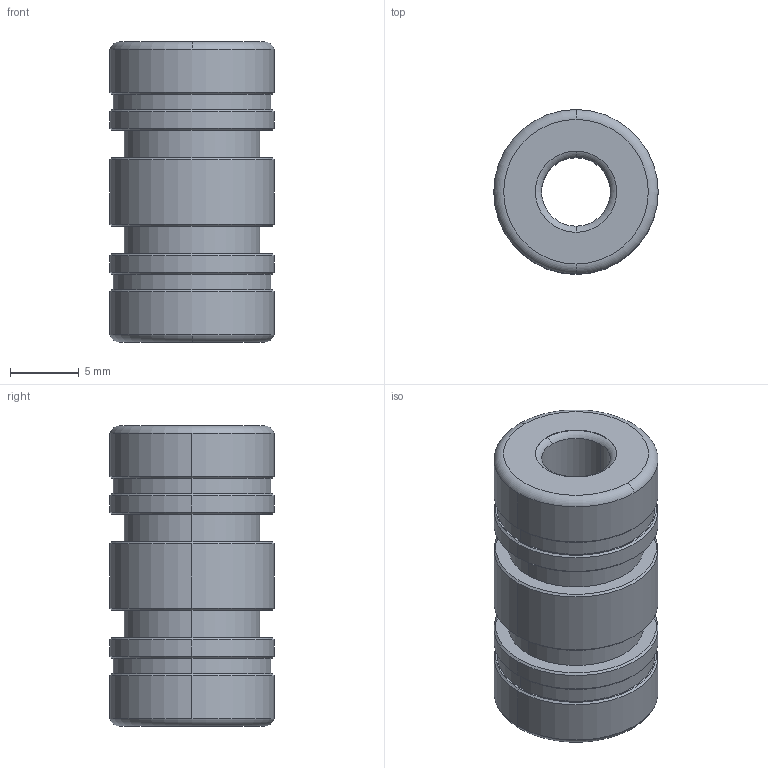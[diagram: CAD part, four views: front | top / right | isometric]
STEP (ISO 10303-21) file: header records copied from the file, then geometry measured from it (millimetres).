
FILE_DESCRIPTION (( 'STEP AP214' ), '1' );
FILE_NAME ('PlainBearing_439DD6C4BE.step', '2022-12-22T14:10:50', ( '' ), ( '' ), 'SwSTEP 2.0', 'SolidWorks 2019', '' );
FILE_SCHEMA (( 'AUTOMOTIVE_DESIGN' ));
Length unit declared in the file: inch
Products named in the file (3): PlainBearing_439DD6C4BE; eTEl1hSAg8_CADModel_0
Assembly tree (1 placements, depth 2):
  PlainBearing_439DD6C4BE
    eTEl1hSAg8_CADModel_0
  eTEl1hSAg8_CADModel_0
Bounding box: 11.99 x 11.99 x 21.87 mm (x, y, z)
Volume: 1854.9 mm3; surface area: 2264.5 mm2
Topology: 2 solids, 2 shells, 58 faces, 128 edges, 80 vertices
Faces by surface type: cylinder 24, cone 16, plane 10, torus 8
Entity records: 2494 total; most frequent: DIRECTION 342, CARTESIAN_POINT 271, ORIENTED_EDGE 256, AXIS2_PLACEMENT_3D 151, EDGE_CURVE 128, CIRCLE 88, VERTEX_POINT 80, EDGE_LOOP 68
